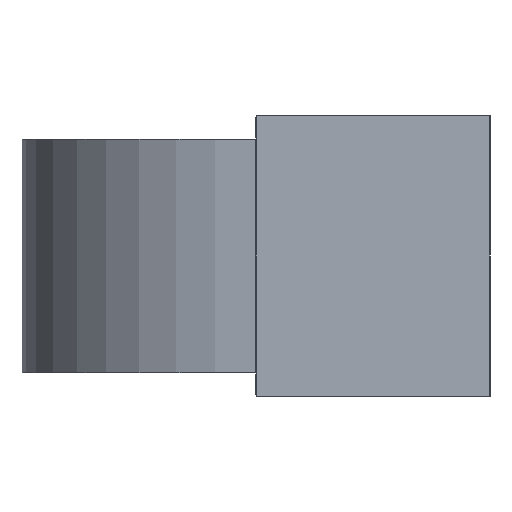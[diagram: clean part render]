
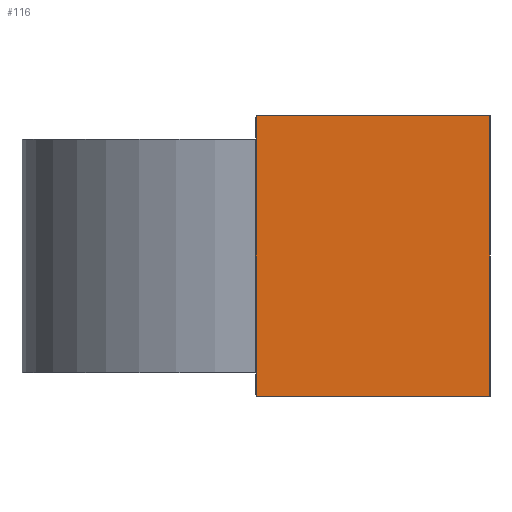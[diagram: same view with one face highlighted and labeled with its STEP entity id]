
A CAD part, left-side view. The second image highlights one B-rep face of the part: STEP entity #116.
In plain terms, the highlighted planar face has unit normal (-1, 0, 0).
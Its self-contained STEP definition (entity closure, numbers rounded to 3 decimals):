
#10 = CARTESIAN_POINT ( 'NONE',  ( -1.05, 0.25, 0.6 ) ) ;
#17 = CARTESIAN_POINT ( 'NONE',  ( -1.05, 0.25, 0.6 ) ) ;
#27 = VERTEX_POINT ( 'NONE', #17 ) ;
#28 = VECTOR ( 'NONE', #252, 1000. ) ;
#37 = VERTEX_POINT ( 'NONE', #489 ) ;
#52 = VERTEX_POINT ( 'NONE', #255 ) ;
#53 = LINE ( 'NONE', #10, #28 ) ;
#56 = DIRECTION ( 'NONE',  ( 0., 0., -1. ) ) ;
#67 = ORIENTED_EDGE ( 'NONE', *, *, #198, .F. ) ;
#82 = ORIENTED_EDGE ( 'NONE', *, *, #307, .T. ) ;
#93 = VECTOR ( 'NONE', #147, 1000. ) ;
#95 = CARTESIAN_POINT ( 'NONE',  ( -1.05, -0.25, 0.6 ) ) ;
#116 = ADVANCED_FACE ( 'NONE', ( #130 ), #166, .F. ) ;
#126 = EDGE_LOOP ( 'NONE', ( #284, #67, #371, #82 ) ) ;
#130 = FACE_OUTER_BOUND ( 'NONE', #126, .T. ) ;
#147 = DIRECTION ( 'NONE',  ( 0., 0., -1. ) ) ;
#165 = VECTOR ( 'NONE', #56, 1000. ) ;
#166 = PLANE ( 'NONE',  #364 ) ;
#198 = EDGE_CURVE ( 'NONE', #392, #37, #424, .T. ) ;
#221 = DIRECTION ( 'NONE',  ( 0., -1., 0. ) ) ;
#252 = DIRECTION ( 'NONE',  ( 0., -1., 0. ) ) ;
#255 = CARTESIAN_POINT ( 'NONE',  ( -1.05, 0.25, 0. ) ) ;
#267 = CARTESIAN_POINT ( 'NONE',  ( -1.05, 0.25, 0.6 ) ) ;
#268 = LINE ( 'NONE', #429, #379 ) ;
#284 = ORIENTED_EDGE ( 'NONE', *, *, #362, .T. ) ;
#288 = DIRECTION ( 'NONE',  ( 1., 0., 0. ) ) ;
#307 = EDGE_CURVE ( 'NONE', #27, #52, #505, .T. ) ;
#328 = CARTESIAN_POINT ( 'NONE',  ( -1.05, 0.25, 0.6 ) ) ;
#362 = EDGE_CURVE ( 'NONE', #52, #37, #268, .T. ) ;
#364 = AXIS2_PLACEMENT_3D ( 'NONE', #328, #288, #453 ) ;
#371 = ORIENTED_EDGE ( 'NONE', *, *, #391, .F. ) ;
#379 = VECTOR ( 'NONE', #221, 1000. ) ;
#391 = EDGE_CURVE ( 'NONE', #27, #392, #53, .T. ) ;
#392 = VERTEX_POINT ( 'NONE', #95 ) ;
#424 = LINE ( 'NONE', #502, #165 ) ;
#429 = CARTESIAN_POINT ( 'NONE',  ( -1.05, 0.25, 0. ) ) ;
#453 = DIRECTION ( 'NONE',  ( 0., 0., -1. ) ) ;
#489 = CARTESIAN_POINT ( 'NONE',  ( -1.05, -0.25, 0. ) ) ;
#502 = CARTESIAN_POINT ( 'NONE',  ( -1.05, -0.25, 0.6 ) ) ;
#505 = LINE ( 'NONE', #267, #93 ) ;
